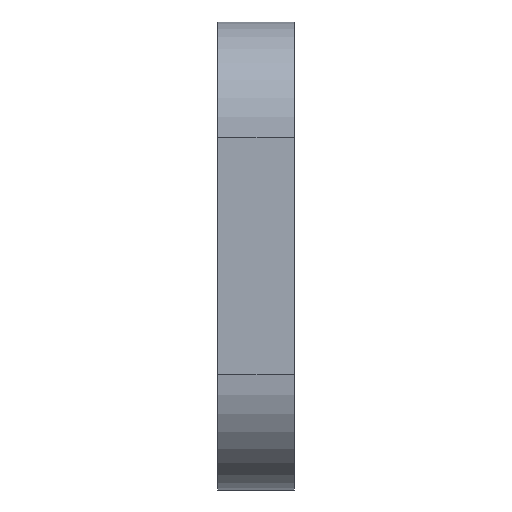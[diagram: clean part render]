
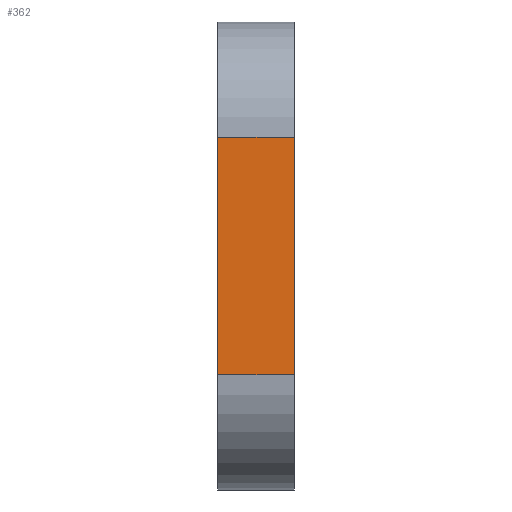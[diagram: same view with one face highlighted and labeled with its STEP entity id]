
A CAD part, left-side view. The second image highlights one B-rep face of the part: STEP entity #362.
In plain terms, the highlighted planar face has unit normal (-1, 0, 0).
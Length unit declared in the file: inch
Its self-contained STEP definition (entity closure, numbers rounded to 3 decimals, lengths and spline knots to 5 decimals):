
#44 = VERTEX_POINT ( 'NONE', #396 ) ;
#79 = CARTESIAN_POINT ( 'NONE',  ( -0.9575, 0.125, 0.1925 ) ) ;
#85 = PLANE ( 'NONE',  #867 ) ;
#147 = ORIENTED_EDGE ( 'NONE', *, *, #1082, .F. ) ;
#220 = VECTOR ( 'NONE', #409, 39.37008 ) ;
#250 = CARTESIAN_POINT ( 'NONE',  ( -0.9575, 0.125, 0.38 ) ) ;
#281 = EDGE_LOOP ( 'NONE', ( #147, #343, #481, #394 ) ) ;
#302 = CARTESIAN_POINT ( 'NONE',  ( -0.9575, 0., -0.1925 ) ) ;
#343 = ORIENTED_EDGE ( 'NONE', *, *, #1022, .T. ) ;
#348 = EDGE_CURVE ( 'NONE', #569, #1078, #533, .T. ) ;
#354 = VERTEX_POINT ( 'NONE', #302 ) ;
#362 = ADVANCED_FACE ( 'NONE', ( #482 ), #85, .F. ) ;
#394 = ORIENTED_EDGE ( 'NONE', *, *, #348, .T. ) ;
#396 = CARTESIAN_POINT ( 'NONE',  ( -0.9575, 0.125, -0.1925 ) ) ;
#401 = VECTOR ( 'NONE', #699, 39.37008 ) ;
#409 = DIRECTION ( 'NONE',  ( 0., -1., 0. ) ) ;
#419 = VECTOR ( 'NONE', #503, 39.37008 ) ;
#425 = EDGE_CURVE ( 'NONE', #354, #569, #632, .T. ) ;
#481 = ORIENTED_EDGE ( 'NONE', *, *, #425, .T. ) ;
#482 = FACE_OUTER_BOUND ( 'NONE', #281, .T. ) ;
#503 = DIRECTION ( 'NONE',  ( 0., 0., 1. ) ) ;
#533 = LINE ( 'NONE', #596, #718 ) ;
#569 = VERTEX_POINT ( 'NONE', #1064 ) ;
#585 = DIRECTION ( 'NONE',  ( 0., 0., -1. ) ) ;
#596 = CARTESIAN_POINT ( 'NONE',  ( -0.9575, 0.125, 0.1925 ) ) ;
#632 = LINE ( 'NONE', #732, #401 ) ;
#650 = LINE ( 'NONE', #250, #419 ) ;
#667 = CARTESIAN_POINT ( 'NONE',  ( -0.9575, 0.125, -0.1925 ) ) ;
#699 = DIRECTION ( 'NONE',  ( 0., 0., 1. ) ) ;
#713 = CARTESIAN_POINT ( 'NONE',  ( -0.9575, 0.125, 0.38 ) ) ;
#718 = VECTOR ( 'NONE', #1076, 39.37008 ) ;
#732 = CARTESIAN_POINT ( 'NONE',  ( -0.9575, 0., 0.38 ) ) ;
#828 = DIRECTION ( 'NONE',  ( 1., 0., 0. ) ) ;
#867 = AXIS2_PLACEMENT_3D ( 'NONE', #713, #828, #585 ) ;
#941 = LINE ( 'NONE', #667, #220 ) ;
#1022 = EDGE_CURVE ( 'NONE', #44, #354, #941, .T. ) ;
#1064 = CARTESIAN_POINT ( 'NONE',  ( -0.9575, 0., 0.1925 ) ) ;
#1076 = DIRECTION ( 'NONE',  ( 0., 1., 0. ) ) ;
#1078 = VERTEX_POINT ( 'NONE', #79 ) ;
#1082 = EDGE_CURVE ( 'NONE', #44, #1078, #650, .T. ) ;
